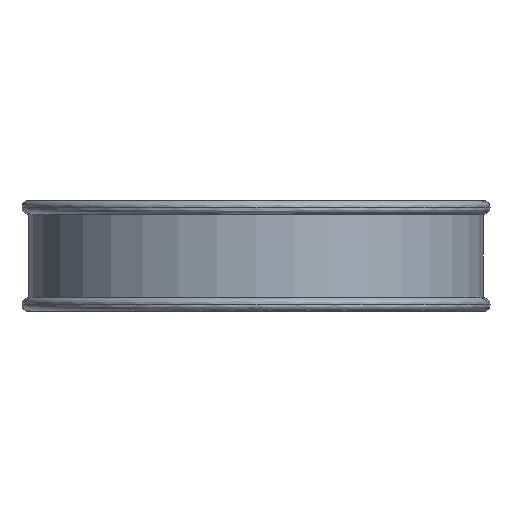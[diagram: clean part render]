
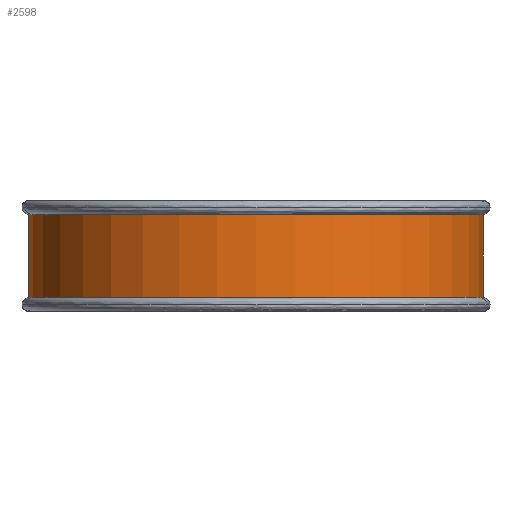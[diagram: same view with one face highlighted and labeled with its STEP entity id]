
A CAD part, front view. The second image highlights one B-rep face of the part: STEP entity #2598.
In plain terms, the highlighted cylindrical face has radius 82 mm (diameter 164 mm), a partial arc.
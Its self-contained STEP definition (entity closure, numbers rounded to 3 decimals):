
#14 = CARTESIAN_POINT ( 'NONE',  ( 0., 0., 0. ) ) ;
#165 = CARTESIAN_POINT ( 'NONE',  ( 0., 0., 14.807 ) ) ;
#225 = DIRECTION ( 'NONE',  ( -1., 0., 0. ) ) ;
#245 = EDGE_CURVE ( 'NONE', #2991, #2620, #834, .T. ) ;
#324 = CYLINDRICAL_SURFACE ( 'NONE', #3367, 82. ) ;
#489 = VECTOR ( 'NONE', #638, 1000. ) ;
#638 = DIRECTION ( 'NONE',  ( 0., 0., 1. ) ) ;
#834 = CIRCLE ( 'NONE', #2361, 82. ) ;
#927 = EDGE_LOOP ( 'NONE', ( #3111, #2138, #3452, #3379 ) ) ;
#1161 = LINE ( 'NONE', #2364, #2966 ) ;
#1184 = AXIS2_PLACEMENT_3D ( 'NONE', #165, #3264, #225 ) ;
#1196 = DIRECTION ( 'NONE',  ( 0., 0., -1. ) ) ;
#1245 = LINE ( 'NONE', #2930, #489 ) ;
#1450 = DIRECTION ( 'NONE',  ( -1., 0., 0. ) ) ;
#1505 = CARTESIAN_POINT ( 'NONE',  ( 81.994, -1., 14.807 ) ) ;
#1719 = DIRECTION ( 'NONE',  ( 0., 0., -1. ) ) ;
#1904 = EDGE_CURVE ( 'NONE', #2636, #2991, #1161, .T. ) ;
#1953 = CARTESIAN_POINT ( 'NONE',  ( 81.994, -1., -14.807 ) ) ;
#2138 = ORIENTED_EDGE ( 'NONE', *, *, #3273, .T. ) ;
#2165 = CARTESIAN_POINT ( 'NONE',  ( 0., 0., -14.807 ) ) ;
#2361 = AXIS2_PLACEMENT_3D ( 'NONE', #2165, #3266, #3033 ) ;
#2364 = CARTESIAN_POINT ( 'NONE',  ( -81.994, -1., 0. ) ) ;
#2538 = CARTESIAN_POINT ( 'NONE',  ( -81.994, -1., -14.807 ) ) ;
#2563 = FACE_OUTER_BOUND ( 'NONE', #927, .T. ) ;
#2598 = ADVANCED_FACE ( 'NONE', ( #2563 ), #324, .T. ) ;
#2620 = VERTEX_POINT ( 'NONE', #1953 ) ;
#2636 = VERTEX_POINT ( 'NONE', #3084 ) ;
#2693 = VERTEX_POINT ( 'NONE', #1505 ) ;
#2733 = EDGE_CURVE ( 'NONE', #2620, #2693, #1245, .T. ) ;
#2930 = CARTESIAN_POINT ( 'NONE',  ( 81.994, -1., 0. ) ) ;
#2966 = VECTOR ( 'NONE', #1196, 1000. ) ;
#2991 = VERTEX_POINT ( 'NONE', #2538 ) ;
#3033 = DIRECTION ( 'NONE',  ( -1., 0., 0. ) ) ;
#3084 = CARTESIAN_POINT ( 'NONE',  ( -81.994, -1., 14.807 ) ) ;
#3111 = ORIENTED_EDGE ( 'NONE', *, *, #2733, .T. ) ;
#3264 = DIRECTION ( 'NONE',  ( 0., 0., -1. ) ) ;
#3266 = DIRECTION ( 'NONE',  ( 0., 0., 1. ) ) ;
#3273 = EDGE_CURVE ( 'NONE', #2693, #2636, #3606, .T. ) ;
#3367 = AXIS2_PLACEMENT_3D ( 'NONE', #14, #1719, #1450 ) ;
#3379 = ORIENTED_EDGE ( 'NONE', *, *, #245, .T. ) ;
#3452 = ORIENTED_EDGE ( 'NONE', *, *, #1904, .T. ) ;
#3606 = CIRCLE ( 'NONE', #1184, 82. ) ;
